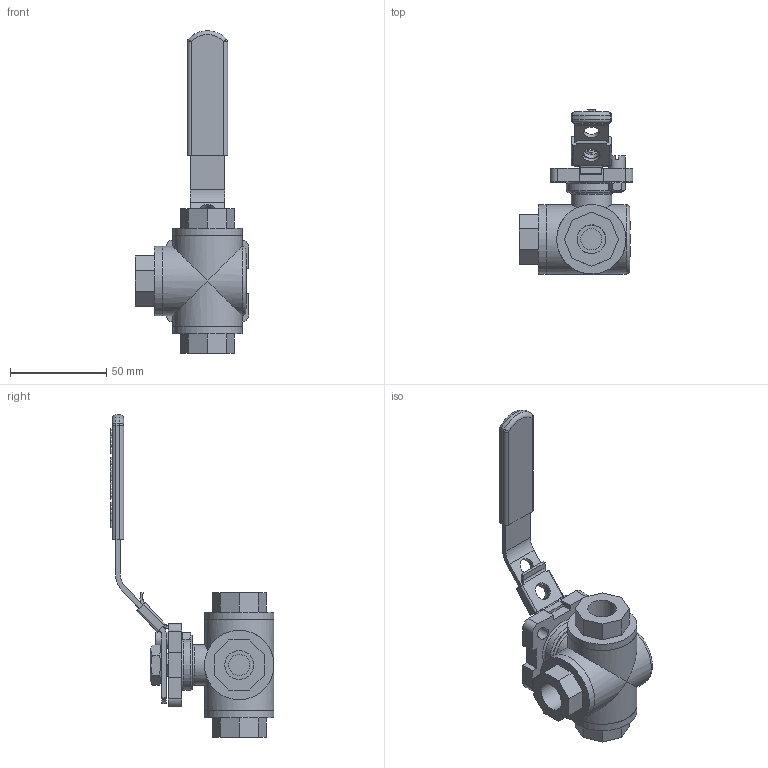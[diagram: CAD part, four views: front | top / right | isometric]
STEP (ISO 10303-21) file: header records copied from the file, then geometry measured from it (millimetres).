
FILE_DESCRIPTION(/* description */ ('780003'),/* implementation_level */ '2;1');
FILE_NAME(/* name */ '780003.stp',/* time_stamp */ '2019-06-18T13:52:27+02:00',/* author */ ('jmorand'),/* organization */ ('Sferaco'),/* preprocessor_version */ 'ST-DEVELOPER v17.2',/* originating_system */ 'Autodesk Inventor 2019',/* authorisation */ '');
FILE_SCHEMA (('AUTOMOTIVE_DESIGN { 1 0 10303 214 3 1 1 }'));
Length unit declared in the file: millimetre
Products named in the file (1): 780003_bd
Bounding box: 59 x 85.05 x 167.5 mm (x, y, z)
Volume: 108255.7 mm3; surface area: 42976.6 mm2
Topology: 11 solids, 11 shells, 988 faces, 2628 edges, 1752 vertices
Faces by surface type: plane 517, bspline 388, cylinder 65, cone 8, torus 6, sphere 4
Full cylindrical faces by diameter (mm): 4.134 x1, 5 x1, 8 x2, 8.5 x1, 9 x1, 10.106 x1, 11 x3, 12 x1, 14.95 x6, 21 x1, 26 x2, 36 x6
Entity records: 34878 total; most frequent: CARTESIAN_POINT 11711, ORIENTED_EDGE 5256, DIRECTION 3215, EDGE_CURVE 2628, VERTEX_POINT 1752, LINE 1625, VECTOR 1625, EDGE_LOOP 1104
